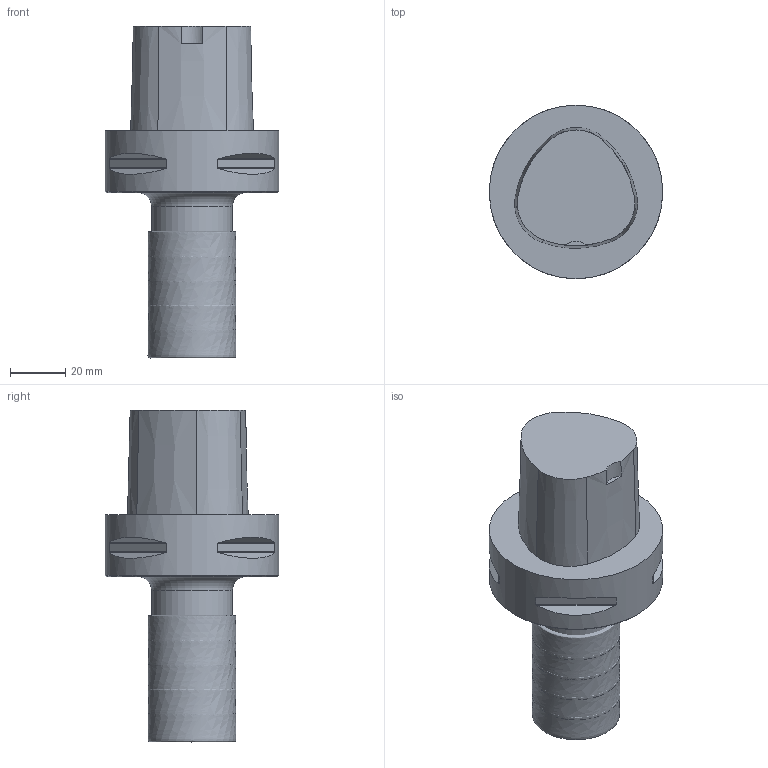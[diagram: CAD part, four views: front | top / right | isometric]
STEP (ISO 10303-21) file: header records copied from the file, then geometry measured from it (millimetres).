
FILE_DESCRIPTION(/* description */ (''),/* implementation_level */ '2;1');
FILE_NAME(/* name */ '1583809101648.stp',/* time_stamp */ '2020-03-10T08:28:36+06:00',/* author */ (''),/* organization */ ('SMS'),/* preprocessor_version */ 'ST-DEVELOPER v16.7',/* originating_system */ 'SIEMENS PLM Software NX 12.0',/* authorisation */ '');
FILE_SCHEMA (('AUTOMOTIVE_DESIGN { 1 0 10303 214 3 1 1 1 }'));
Length unit declared in the file: millimetre
Products named in the file (4): ASSEMBLY_CONSTRUCTION; 202220500mod000_00; 202879519mod000_00; 202879518mod000_00
Assembly tree (7 placements, depth 2):
  202879518mod000_00
    202879519mod000_00
    202220500mod000_00  x5
    ASSEMBLY_CONSTRUCTION
Bounding box: 63 x 63 x 120.5 mm (x, y, z)
Volume: 192507.1 mm3; surface area: 35274 mm2
Topology: 6 solids, 7 shells, 59 faces, 137 edges, 118 vertices
Faces by surface type: cone 20, plane 19, cylinder 11, bspline 5, torus 4
Full cylindrical faces by diameter (mm): 29.359 x1, 63 x1
Entity records: 28902 total; most frequent: CARTESIAN_POINT 27370, DIRECTION 290, ORIENTED_EDGE 190, AXIS2_PLACEMENT_3D 130, EDGE_CURVE 95, EDGE_LOOP 80, VERTEX_POINT 77, ADVANCED_FACE 59
